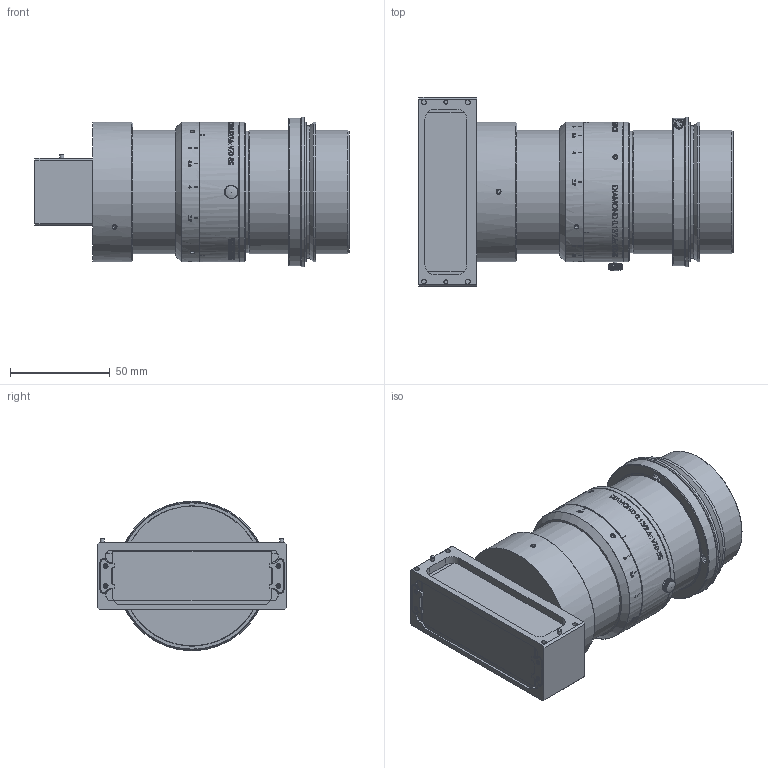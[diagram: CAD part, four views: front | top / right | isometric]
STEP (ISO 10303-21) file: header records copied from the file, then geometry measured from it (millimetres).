
FILE_DESCRIPTION(/* description */ (''),/* implementation_level */ '2;1');
FILE_NAME(/* name */ '1076949_00156158_003.stp',/* time_stamp */ '2022-08-31T11:25:48+02:00',/* author */ (''),/* organization */ (''),/* preprocessor_version */ 'ST-DEVELOPER v16',/* originating_system */ 'SIEMENS PLM Software NX 10.0',/* authorisation */ '');
FILE_SCHEMA (('AP203_CONFIGURATION_CONTROLLED_3D_DESIGN_OF_MECHANICAL_PARTS_AND_ASSEMBLIES_MIM_LF { 1 0 10303 403 2 1 2}'));
Length unit declared in the file: millimetre
Products named in the file (1): Guge82A8B922gw63
Bounding box: 157.5 x 95 x 75 mm (x, y, z)
Volume: 506744.4 mm3; surface area: 63014.4 mm2
Topology: 1 solids, 9 shells, 856 faces, 2600 edges, 1965 vertices
Faces by surface type: plane 468, cylinder 297, cone 62, extrusion 26, sphere 2, torus 1
Full cylindrical faces by diameter (mm): 1.183 x1, 1.4 x4, 1.5 x4, 2 x7, 2.05 x7, 2.4 x4, 2.5 x1, 2.8 x1, 3 x1, 4.5 x1, 41 x1, 45.2 x1, 46.2 x2, 50 x1, 53.5 x1, 54.4 x1, 54.9 x1, 56.2 x1, 60.8 x1, 62 x3, 62.1 x1, 63.6 x1, 66.4 x1, 70 x8, 75 x1
Entity records: 34806 total; most frequent: CARTESIAN_POINT 13059, ORIENTED_EDGE 4864, DIRECTION 3559, EDGE_CURVE 2451, VERTEX_POINT 1916, AXIS2_PLACEMENT_3D 1261, EDGE_LOOP 1196, VECTOR 1037
